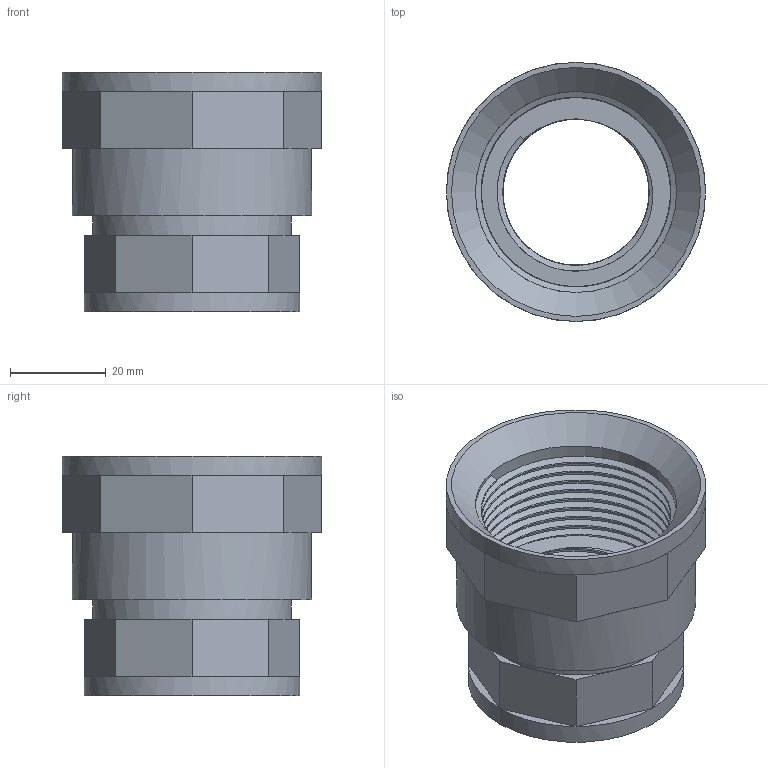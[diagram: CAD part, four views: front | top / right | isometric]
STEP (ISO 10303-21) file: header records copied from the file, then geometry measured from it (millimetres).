
FILE_DESCRIPTION (( 'STEP AP203' ), '1' );
FILE_NAME ('00232_0907.STEP', '2017-07-14T12:18:35', ( '' ), ( '' ), 'SwSTEP 2.0', 'SolidWorks 2011', '' );
FILE_SCHEMA (( 'CONFIG_CONTROL_DESIGN' ));
Length unit declared in the file: millimetre
Products named in the file (1): 00232_0907
Bounding box: 54.12 x 54.12 x 50 mm (x, y, z)
Volume: 32731.1 mm3; surface area: 22832.6 mm2
Topology: 1 solids, 1 shells, 73 faces, 151 edges, 83 vertices
Faces by surface type: plane 56, bspline 8, cylinder 6, cone 3
Full cylindrical faces by diameter (mm): 41.575 x1, 42 x1, 45 x1, 50 x1, 54.12 x1
Entity records: 6681 total; most frequent: CARTESIAN_POINT 5204, DIRECTION 284, ORIENTED_EDGE 280, EDGE_CURVE 140, AXIS2_PLACEMENT_3D 107, EDGE_LOOP 84, VERTEX_POINT 80, FACE_OUTER_BOUND 77
